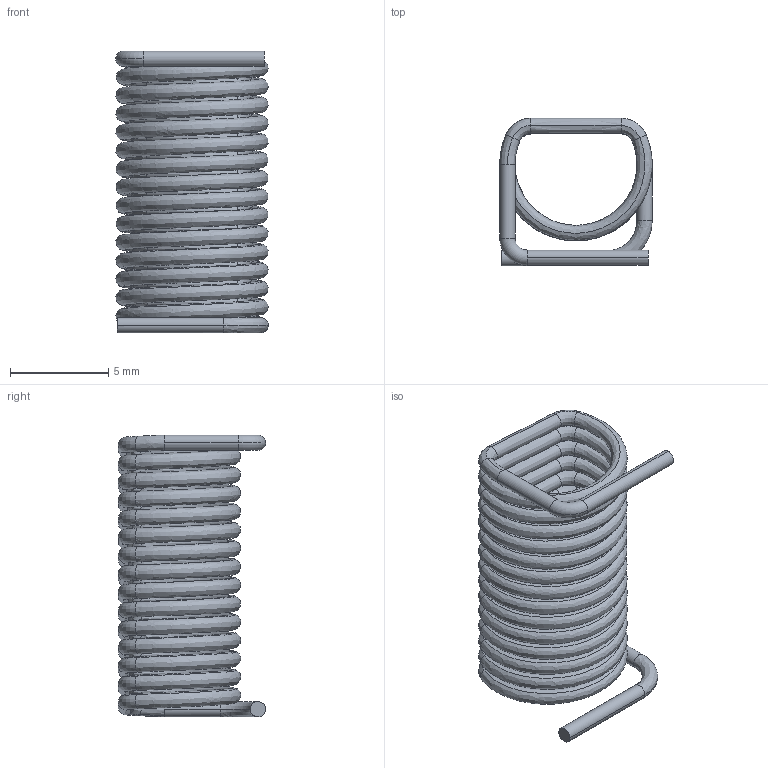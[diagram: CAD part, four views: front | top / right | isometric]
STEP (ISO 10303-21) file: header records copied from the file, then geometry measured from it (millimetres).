
FILE_DESCRIPTION (( 'STEP AP214' ), '1' );
FILE_NAME ('Coilcraft-2929SQ-501.STEP', '2018-12-18T18:39:41', ( '' ), ( '' ), 'SwSTEP 2.0', 'SolidWorks 2018', '' );
FILE_SCHEMA (( 'AUTOMOTIVE_DESIGN' ));
Length unit declared in the file: millimetre
Products named in the file (1): Coilcraft-2929SQ-501
Bounding box: 7.75 x 7.49 x 14.33 mm (x, y, z)
Volume: 153.6 mm3; surface area: 788.8 mm2
Topology: 1 solids, 1 shells, 136 faces, 277 edges, 142 vertices
Faces by surface type: bspline 128, cylinder 4, torus 2, plane 2
Entity records: 14872 total; most frequent: CARTESIAN_POINT 11191, ORIENTED_EDGE 552, DIRECTION 322, EDGE_CURVE 276, AXIS2_PLACEMENT_3D 157, CIRCLE 148, VERTEX_POINT 142, UNCERTAINTY_MEASURE_WITH_UNIT 139
